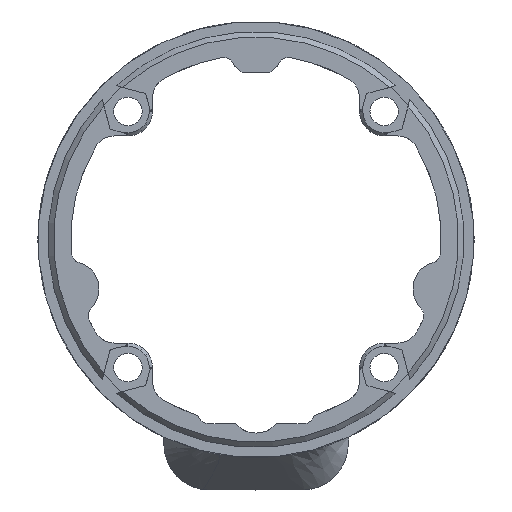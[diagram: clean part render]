
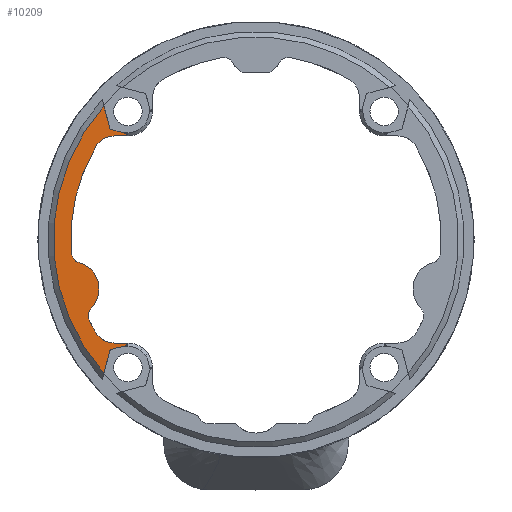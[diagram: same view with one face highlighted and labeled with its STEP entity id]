
A CAD part, left-side view. The second image highlights one B-rep face of the part: STEP entity #10209.
In plain terms, the highlighted planar face has unit normal (-1, 0, 0).
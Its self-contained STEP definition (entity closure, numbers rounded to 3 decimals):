
#206=PLANE('',#10949);
#610=LINE('',#24275,#1187);
#611=LINE('',#24279,#1188);
#612=LINE('',#24283,#1189);
#613=LINE('',#24293,#1190);
#614=LINE('',#24294,#1191);
#615=LINE('',#24295,#1192);
#1187=VECTOR('',#12605,10.);
#1188=VECTOR('',#12608,10.);
#1189=VECTOR('',#12611,10.);
#1190=VECTOR('',#12622,10.);
#1191=VECTOR('',#12623,10.);
#1192=VECTOR('',#12624,10.);
#2109=B_SPLINE_CURVE_WITH_KNOTS('',3,(#24216,#24217,#24218,#24219,#24220,
#24221,#24222,#24223,#24224,#24225,#24226,#24227),.UNSPECIFIED.,.F.,.F.,
(4,2,2,2,2,4),(-0.11,-0.086,-0.054,
-0.03,-0.013,0.),.UNSPECIFIED.);
#2111=B_SPLINE_CURVE_WITH_KNOTS('',3,(#24264,#24265,#24266,#24267,#24268,
#24269,#24270,#24271),.UNSPECIFIED.,.F.,.F.,(4,2,2,4),(-0.009,
-0.007,-0.005,0.),.UNSPECIFIED.);
#2777=FACE_OUTER_BOUND('',#3376,.T.);
#3376=EDGE_LOOP('',(#8645,#8646,#8647,#8648,#8649,#8650,#8651,#8652,#8653,
#8654,#8655,#8656,#8657,#8658,#8659,#8660,#8661,#8662));
#3785=CIRCLE('',#10745,2.);
#3848=CIRCLE('',#10896,5.);
#3867=CIRCLE('',#10948,37.15);
#3868=CIRCLE('',#10950,0.2);
#3869=CIRCLE('',#10951,0.35);
#3870=CIRCLE('',#10952,4.);
#3871=CIRCLE('',#10953,34.);
#3872=CIRCLE('',#10954,2.);
#3873=CIRCLE('',#10955,34.);
#3874=CIRCLE('',#10956,4.);
#4352=VERTEX_POINT('',#17376);
#4353=VERTEX_POINT('',#17378);
#4612=VERTEX_POINT('',#21992);
#4688=VERTEX_POINT('',#24213);
#4689=VERTEX_POINT('',#24215);
#4690=VERTEX_POINT('',#24230);
#4691=VERTEX_POINT('',#24232);
#4694=VERTEX_POINT('',#24261);
#4695=VERTEX_POINT('',#24263);
#4696=VERTEX_POINT('',#24274);
#4697=VERTEX_POINT('',#24276);
#4698=VERTEX_POINT('',#24278);
#4699=VERTEX_POINT('',#24280);
#4700=VERTEX_POINT('',#24282);
#4701=VERTEX_POINT('',#24284);
#4702=VERTEX_POINT('',#24287);
#4703=VERTEX_POINT('',#24289);
#4704=VERTEX_POINT('',#24291);
#5555=EDGE_CURVE('',#4352,#4353,#3785,.T.);
#5967=EDGE_CURVE('',#4352,#4612,#3848,.T.);
#6105=EDGE_CURVE('',#4689,#4688,#2109,.T.);
#6109=EDGE_CURVE('',#4690,#4691,#3867,.F.);
#6112=EDGE_CURVE('',#4695,#4694,#2111,.T.);
#6114=EDGE_CURVE('',#4691,#4696,#610,.T.);
#6115=EDGE_CURVE('',#4696,#4697,#3868,.T.);
#6116=EDGE_CURVE('',#4697,#4698,#611,.T.);
#6117=EDGE_CURVE('',#4698,#4699,#3869,.T.);
#6118=EDGE_CURVE('',#4699,#4700,#612,.T.);
#6119=EDGE_CURVE('',#4700,#4701,#3870,.T.);
#6120=EDGE_CURVE('',#4701,#4353,#3871,.T.);
#6121=EDGE_CURVE('',#4702,#4612,#3872,.T.);
#6122=EDGE_CURVE('',#4702,#4703,#3873,.T.);
#6123=EDGE_CURVE('',#4703,#4704,#3874,.T.);
#6124=EDGE_CURVE('',#4704,#4689,#613,.T.);
#6125=EDGE_CURVE('',#4688,#4695,#614,.T.);
#6126=EDGE_CURVE('',#4694,#4690,#615,.T.);
#8645=ORIENTED_EDGE('',*,*,#6109,.T.);
#8646=ORIENTED_EDGE('',*,*,#6114,.T.);
#8647=ORIENTED_EDGE('',*,*,#6115,.T.);
#8648=ORIENTED_EDGE('',*,*,#6116,.T.);
#8649=ORIENTED_EDGE('',*,*,#6117,.T.);
#8650=ORIENTED_EDGE('',*,*,#6118,.T.);
#8651=ORIENTED_EDGE('',*,*,#6119,.T.);
#8652=ORIENTED_EDGE('',*,*,#6120,.T.);
#8653=ORIENTED_EDGE('',*,*,#5555,.F.);
#8654=ORIENTED_EDGE('',*,*,#5967,.T.);
#8655=ORIENTED_EDGE('',*,*,#6121,.F.);
#8656=ORIENTED_EDGE('',*,*,#6122,.T.);
#8657=ORIENTED_EDGE('',*,*,#6123,.T.);
#8658=ORIENTED_EDGE('',*,*,#6124,.T.);
#8659=ORIENTED_EDGE('',*,*,#6105,.T.);
#8660=ORIENTED_EDGE('',*,*,#6125,.T.);
#8661=ORIENTED_EDGE('',*,*,#6112,.T.);
#8662=ORIENTED_EDGE('',*,*,#6126,.T.);
#10209=ADVANCED_FACE('',(#2777),#206,.F.);
#10745=AXIS2_PLACEMENT_3D('',#17379,#12021,#12022);
#10896=AXIS2_PLACEMENT_3D('',#21994,#12435,#12436);
#10948=AXIS2_PLACEMENT_3D('',#24234,#12599,#12600);
#10949=AXIS2_PLACEMENT_3D('',#24273,#12603,#12604);
#10950=AXIS2_PLACEMENT_3D('',#24277,#12606,#12607);
#10951=AXIS2_PLACEMENT_3D('',#24281,#12609,#12610);
#10952=AXIS2_PLACEMENT_3D('',#24285,#12612,#12613);
#10953=AXIS2_PLACEMENT_3D('',#24286,#12614,#12615);
#10954=AXIS2_PLACEMENT_3D('',#24288,#12616,#12617);
#10955=AXIS2_PLACEMENT_3D('',#24290,#12618,#12619);
#10956=AXIS2_PLACEMENT_3D('',#24292,#12620,#12621);
#12021=DIRECTION('center_axis',(-1.,0.,0.));
#12022=DIRECTION('ref_axis',(0.,0.987,0.161));
#12435=DIRECTION('center_axis',(-1.,0.,0.));
#12436=DIRECTION('ref_axis',(0.,-0.023,1.));
#12599=DIRECTION('center_axis',(1.,0.,0.));
#12600=DIRECTION('ref_axis',(0.,-1.,0.));
#12603=DIRECTION('center_axis',(1.,0.,0.));
#12604=DIRECTION('ref_axis',(0.,0.,
-1.));
#12605=DIRECTION('',(0.,-0.259,0.966));
#12606=DIRECTION('center_axis',(1.,0.,0.));
#12607=DIRECTION('ref_axis',(0.,0.966,0.259));
#12608=DIRECTION('',(0.,-0.966,0.259));
#12609=DIRECTION('center_axis',(-1.,0.,0.));
#12610=DIRECTION('ref_axis',(0.,0.,
1.));
#12611=DIRECTION('',(0.,1.,0.));
#12612=DIRECTION('center_axis',(1.,0.,0.));
#12613=DIRECTION('ref_axis',(0.,0.5,-0.866));
#12614=DIRECTION('center_axis',(1.,0.,0.));
#12615=DIRECTION('ref_axis',(0.,0.861,-0.508));
#12616=DIRECTION('center_axis',(-1.,0.,0.));
#12617=DIRECTION('ref_axis',(0.,0.775,-0.633));
#12618=DIRECTION('center_axis',(1.,0.,0.));
#12619=DIRECTION('ref_axis',(0.,0.861,-0.508));
#12620=DIRECTION('center_axis',(1.,0.,0.));
#12621=DIRECTION('ref_axis',(0.,0.5,0.866));
#12622=DIRECTION('',(0.,-1.,0.));
#12623=DIRECTION('',(0.,0.966,0.259));
#12624=DIRECTION('',(0.,0.259,0.966));
#17376=CARTESIAN_POINT('',(32.55,30.23,-12.552));
#17378=CARTESIAN_POINT('',(32.55,30.599,-14.821));
#17379=CARTESIAN_POINT('Origin',(32.55,28.799,-13.95));
#21992=CARTESIAN_POINT('',(32.55,32.456,-4.245));
#21994=CARTESIAN_POINT('Origin',(32.55,33.807,-9.059));
#24213=CARTESIAN_POINT('',(32.55,23.959,19.492));
#24215=CARTESIAN_POINT('',(32.55,23.733,19.004));
#24216=CARTESIAN_POINT('Ctrl Pts',(32.55,23.733,19.004));
#24217=CARTESIAN_POINT('Ctrl Pts',(32.55,23.724,19.023));
#24218=CARTESIAN_POINT('Ctrl Pts',(32.55,23.716,19.045));
#24219=CARTESIAN_POINT('Ctrl Pts',(32.55,23.701,19.105));
#24220=CARTESIAN_POINT('Ctrl Pts',(32.55,23.695,19.152));
#24221=CARTESIAN_POINT('Ctrl Pts',(32.55,23.71,19.248));
#24222=CARTESIAN_POINT('Ctrl Pts',(32.55,23.724,19.292));
#24223=CARTESIAN_POINT('Ctrl Pts',(32.55,23.769,19.366));
#24224=CARTESIAN_POINT('Ctrl Pts',(32.55,23.799,19.404));
#24225=CARTESIAN_POINT('Ctrl Pts',(32.55,23.879,19.462));
#24226=CARTESIAN_POINT('Ctrl Pts',(32.55,23.918,19.481));
#24227=CARTESIAN_POINT('Ctrl Pts',(32.55,23.959,19.492));
#24230=CARTESIAN_POINT('',(32.55,27.908,24.52));
#24232=CARTESIAN_POINT('',(32.55,27.912,-24.516));
#24234=CARTESIAN_POINT('Origin',(32.55,0.,0.));
#24261=CARTESIAN_POINT('',(32.55,26.792,20.354));
#24263=CARTESIAN_POINT('',(32.55,26.651,20.213));
#24264=CARTESIAN_POINT('Ctrl Pts',(32.55,26.651,20.213));
#24265=CARTESIAN_POINT('Ctrl Pts',(32.55,26.673,20.219));
#24266=CARTESIAN_POINT('Ctrl Pts',(32.55,26.694,20.229));
#24267=CARTESIAN_POINT('Ctrl Pts',(32.55,26.734,20.256));
#24268=CARTESIAN_POINT('Ctrl Pts',(32.55,26.749,20.273));
#24269=CARTESIAN_POINT('Ctrl Pts',(32.55,26.78,20.314));
#24270=CARTESIAN_POINT('Ctrl Pts',(32.55,26.788,20.339));
#24271=CARTESIAN_POINT('Ctrl Pts',(32.55,26.792,20.354));
#24273=CARTESIAN_POINT('Origin',(32.55,0.196,-3.194));
#24274=CARTESIAN_POINT('',(32.55,26.792,-20.337));
#24275=CARTESIAN_POINT('',(32.55,23.733,-8.918));
#24276=CARTESIAN_POINT('',(32.55,26.651,-20.195));
#24277=CARTESIAN_POINT('Origin',(32.55,26.599,-20.388));
#24278=CARTESIAN_POINT('',(32.55,23.998,-19.484));
#24279=CARTESIAN_POINT('',(32.55,10.778,-15.942));
#24280=CARTESIAN_POINT('',(32.55,23.772,-18.996));
#24281=CARTESIAN_POINT('Origin',(32.55,24.089,-19.146));
#24282=CARTESIAN_POINT('',(32.55,25.983,-18.996));
#24283=CARTESIAN_POINT('',(32.55,12.8,-18.996));
#24284=CARTESIAN_POINT('',(32.55,29.447,-16.996));
#24285=CARTESIAN_POINT('Origin',(32.55,25.983,-14.996));
#24286=CARTESIAN_POINT('Origin',(32.55,0.,0.));
#24287=CARTESIAN_POINT('',(32.55,33.911,-2.464));
#24288=CARTESIAN_POINT('Origin',(32.55,31.916,-2.319));
#24289=CARTESIAN_POINT('',(32.55,29.442,17.004));
#24290=CARTESIAN_POINT('Origin',(32.55,0.,0.));
#24291=CARTESIAN_POINT('',(32.55,25.979,19.004));
#24292=CARTESIAN_POINT('Origin',(32.55,25.979,15.004));
#24293=CARTESIAN_POINT('',(32.55,11.843,19.004));
#24294=CARTESIAN_POINT('',(32.55,10.002,15.752));
#24295=CARTESIAN_POINT('',(32.55,22.976,6.111));
